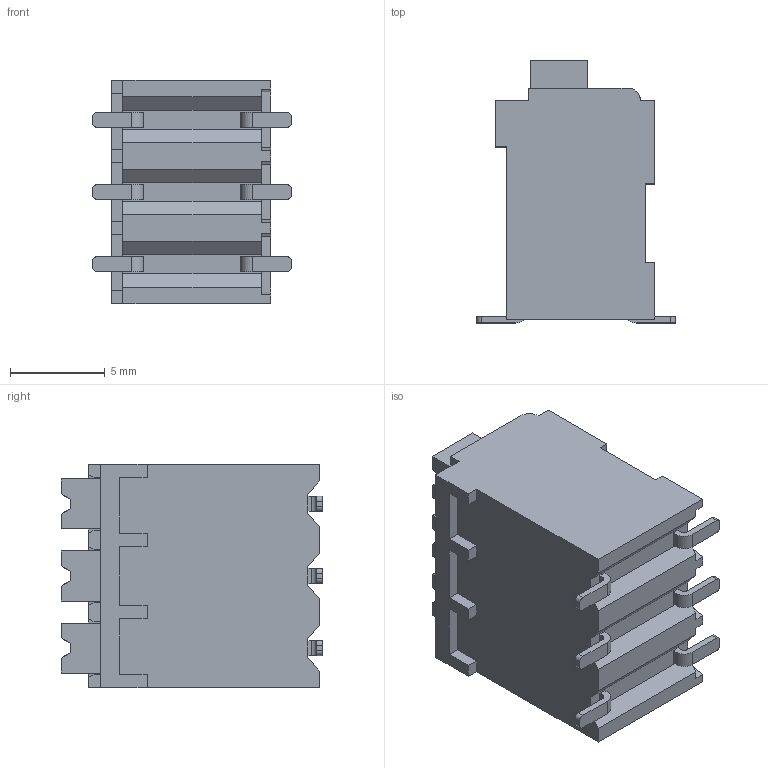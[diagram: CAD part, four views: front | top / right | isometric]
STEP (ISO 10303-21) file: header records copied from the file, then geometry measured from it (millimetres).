
FILE_DESCRIPTION((''),'2;1');
FILE_NAME('TLM-004VS-3_81-02P-X','2024-09-30T',('sj'),(''),'PRO/ENGINEER BY PARAMETRIC TECHNOLOGY CORPORATION, 2015240','PRO/ENGINEER BY PARAMETRIC TECHNOLOGY CORPORATION, 2015240','');
FILE_SCHEMA(('CONFIG_CONTROL_DESIGN','SHAPE_APPEARANCE_LAYERS_GROUPS'));
Length unit declared in the file: millimetre
Products named in the file (1): TLM-004VS-3_81-02P-X
Bounding box: 10.5 x 13.85 x 11.82 mm (x, y, z)
Volume: 1018.7 mm3; surface area: 971.7 mm2
Topology: 1 solids, 1 shells, 244 faces, 711 edges, 478 vertices
Faces by surface type: plane 204, cylinder 40
Entity records: 8161 total; most frequent: CARTESIAN_POINT 1565, ORIENTED_EDGE 1422, DIRECTION 1285, EDGE_CURVE 711, VECTOR 589, LINE 589, VERTEX_POINT 478, AXIS2_PLACEMENT_3D 348
